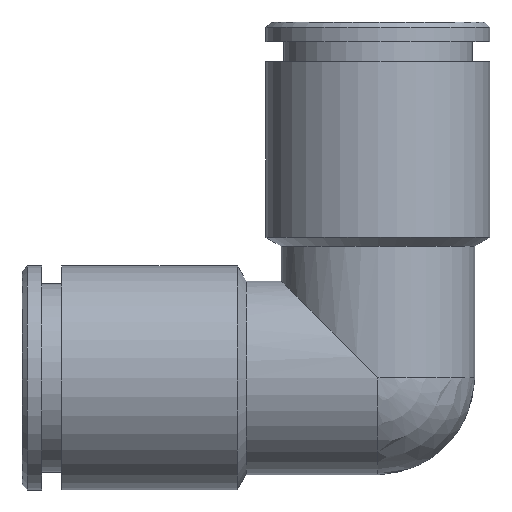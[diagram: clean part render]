
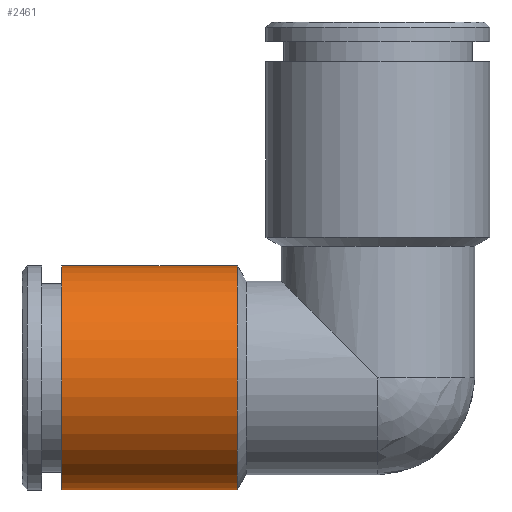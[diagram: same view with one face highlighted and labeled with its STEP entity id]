
A CAD part, front view. The second image highlights one B-rep face of the part: STEP entity #2461.
In plain terms, the highlighted cylindrical face has radius 8.5 mm (diameter 17 mm), a full revolution.
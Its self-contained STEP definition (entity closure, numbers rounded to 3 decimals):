
#843=ORIENTED_EDGE('',*,*,#1055,.F.);
#844=ORIENTED_EDGE('',*,*,#1056,.T.);
#940=CIRCLE('',#2355,8.5);
#941=CIRCLE('',#2357,8.5);
#997=VERTEX_POINT('',#1873);
#998=VERTEX_POINT('',#1876);
#1055=EDGE_CURVE('',#997,#997,#940,.T.);
#1056=EDGE_CURVE('',#998,#998,#941,.T.);
#1146=EDGE_LOOP('',(#843));
#1147=EDGE_LOOP('',(#844));
#1249=FACE_BOUND('',#1146,.T.);
#1250=FACE_BOUND('',#1147,.T.);
#1427=DIRECTION('',(-1.,0.,0.));
#1428=DIRECTION('',(0.,-8.5,0.));
#1429=DIRECTION('',(1.,0.,0.));
#1430=DIRECTION('',(0.,-1.,0.));
#1431=DIRECTION('',(-1.,0.,0.));
#1432=DIRECTION('',(0.,-8.5,0.));
#1873=CARTESIAN_POINT('',(93.447,82.798,0.));
#1874=CARTESIAN_POINT('',(93.447,91.298,0.));
#1875=CARTESIAN_POINT('',(93.447,91.298,0.));
#1876=CARTESIAN_POINT('',(106.783,82.798,0.));
#1877=CARTESIAN_POINT('',(106.783,91.298,0.));
#2355=AXIS2_PLACEMENT_3D('',#1874,#1427,#1428);
#2356=AXIS2_PLACEMENT_3D('',#1875,#1429,#1430);
#2357=AXIS2_PLACEMENT_3D('',#1877,#1431,#1432);
#2420=CYLINDRICAL_SURFACE('',#2356,8.5);
#2461=ADVANCED_FACE('',(#1249,#1250),#2420,.T.);
